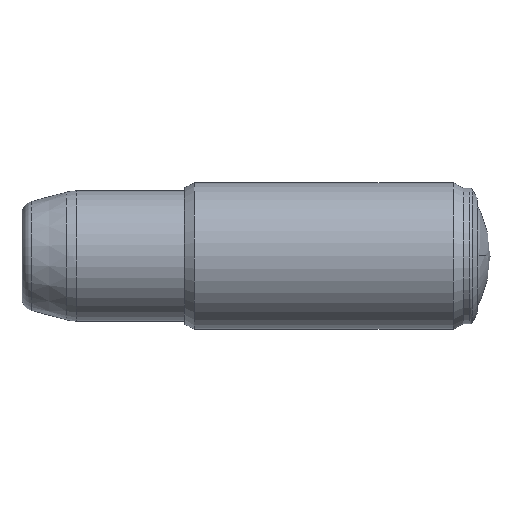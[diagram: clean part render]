
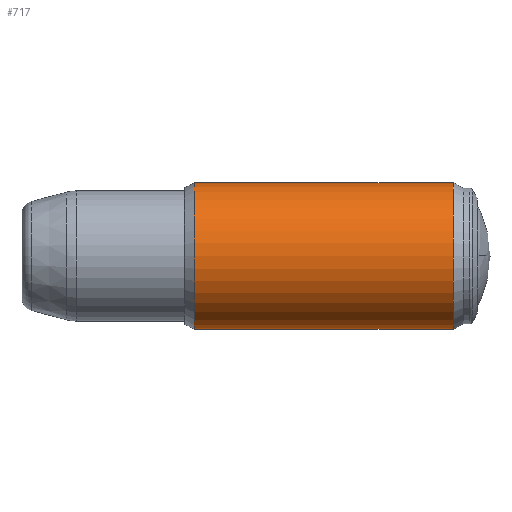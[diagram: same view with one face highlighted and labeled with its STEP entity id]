
A CAD part, top view. The second image highlights one B-rep face of the part: STEP entity #717.
In plain terms, the highlighted cylindrical face has radius 14.732 mm (diameter 29.464 mm), a partial arc.
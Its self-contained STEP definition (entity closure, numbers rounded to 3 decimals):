
#92=CARTESIAN_POINT('',(-34.519,0.,0.));
#93=DIRECTION('',(1.,0.,0.));
#94=DIRECTION('',(0.,1.,0.));
#95=AXIS2_PLACEMENT_3D('',#92,#93,#94);
#97=DIRECTION('',(1.,0.,0.));
#98=VECTOR('',#97,51.943);
#99=CARTESIAN_POINT('',(-34.519,14.732,0.));
#100=LINE('',#99,#98);
#101=DIRECTION('',(1.,0.,0.));
#102=VECTOR('',#101,51.943);
#103=CARTESIAN_POINT('',(-34.519,-14.732,0.));
#104=LINE('',#103,#102);
#132=CARTESIAN_POINT('',(17.424,0.,0.));
#133=DIRECTION('',(-1.,0.,0.));
#134=DIRECTION('',(0.,-1.,0.));
#135=AXIS2_PLACEMENT_3D('',#132,#133,#134);
#479=CARTESIAN_POINT('',(17.424,-14.732,0.));
#481=VERTEX_POINT('',#479);
#483=CARTESIAN_POINT('',(17.424,14.732,0.));
#485=VERTEX_POINT('',#483);
#511=CARTESIAN_POINT('',(-34.519,-14.732,0.));
#512=CARTESIAN_POINT('',(-34.519,14.732,0.));
#513=VERTEX_POINT('',#511);
#514=VERTEX_POINT('',#512);
#703=CARTESIAN_POINT('',(-39.535,0.,0.));
#704=DIRECTION('',(1.,0.,0.));
#705=DIRECTION('',(0.,-1.,0.));
#706=AXIS2_PLACEMENT_3D('',#703,#704,#705);
#707=CYLINDRICAL_SURFACE('',#706,14.732);
#708=ORIENTED_EDGE('',*,*,#693,.F.);
#710=ORIENTED_EDGE('',*,*,#709,.T.);
#712=ORIENTED_EDGE('',*,*,#711,.F.);
#714=ORIENTED_EDGE('',*,*,#713,.F.);
#715=EDGE_LOOP('',(#708,#710,#712,#714));
#716=FACE_OUTER_BOUND('',#715,.F.);
#717=ADVANCED_FACE('',(#716),#707,.T.);
#96=CIRCLE('',#95,14.732);
#136=CIRCLE('',#135,14.732);
#693=EDGE_CURVE('',#514,#513,#96,.T.);
#709=EDGE_CURVE('',#514,#485,#100,.T.);
#711=EDGE_CURVE('',#481,#485,#136,.T.);
#713=EDGE_CURVE('',#513,#481,#104,.T.);
